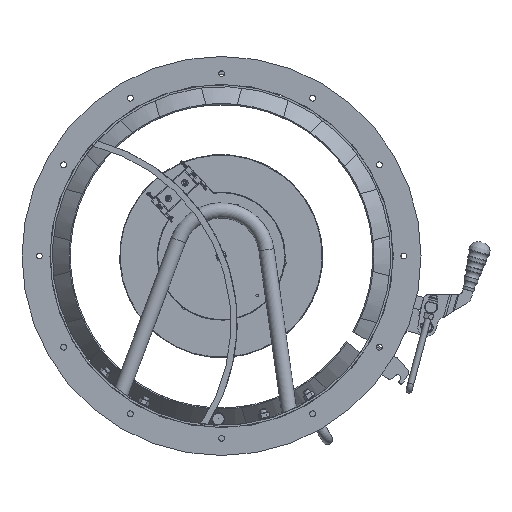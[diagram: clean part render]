
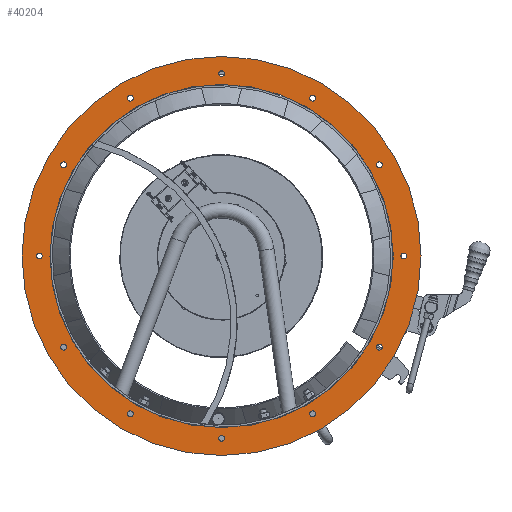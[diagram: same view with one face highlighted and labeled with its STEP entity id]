
A CAD part, front view. The second image highlights one B-rep face of the part: STEP entity #40204.
In plain terms, the highlighted planar face has unit normal (0, -1, 0).
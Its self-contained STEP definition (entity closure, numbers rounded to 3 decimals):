
#7462=PLANE('',#43351);
#8906=FACE_BOUND('',#13347,.T.);
#8907=FACE_BOUND('',#13348,.T.);
#8908=FACE_BOUND('',#13349,.T.);
#8909=FACE_BOUND('',#13350,.T.);
#8910=FACE_BOUND('',#13351,.T.);
#8911=FACE_BOUND('',#13352,.T.);
#8912=FACE_BOUND('',#13353,.T.);
#8913=FACE_BOUND('',#13354,.T.);
#8914=FACE_BOUND('',#13355,.T.);
#8915=FACE_BOUND('',#13356,.T.);
#8916=FACE_BOUND('',#13357,.T.);
#8917=FACE_BOUND('',#13358,.T.);
#8918=FACE_BOUND('',#13359,.T.);
#10608=FACE_OUTER_BOUND('',#13346,.T.);
#13346=EDGE_LOOP('',(#31220));
#13347=EDGE_LOOP('',(#31221));
#13348=EDGE_LOOP('',(#31222));
#13349=EDGE_LOOP('',(#31223));
#13350=EDGE_LOOP('',(#31224));
#13351=EDGE_LOOP('',(#31225));
#13352=EDGE_LOOP('',(#31226));
#13353=EDGE_LOOP('',(#31227));
#13354=EDGE_LOOP('',(#31228));
#13355=EDGE_LOOP('',(#31229));
#13356=EDGE_LOOP('',(#31230));
#13357=EDGE_LOOP('',(#31231));
#13358=EDGE_LOOP('',(#31232));
#13359=EDGE_LOOP('',(#31233));
#15742=CIRCLE('',#43350,393.);
#15743=CIRCLE('',#43352,5.75);
#15744=CIRCLE('',#43353,5.75);
#15745=CIRCLE('',#43354,5.75);
#15746=CIRCLE('',#43355,5.75);
#15747=CIRCLE('',#43356,5.75);
#15748=CIRCLE('',#43357,5.75);
#15749=CIRCLE('',#43358,5.75);
#15750=CIRCLE('',#43359,5.75);
#15751=CIRCLE('',#43360,5.75);
#15752=CIRCLE('',#43361,5.75);
#15753=CIRCLE('',#43362,5.75);
#15754=CIRCLE('',#43363,5.75);
#15755=CIRCLE('',#43364,338.);
#18529=VERTEX_POINT('',#84522);
#18530=VERTEX_POINT('',#84525);
#18531=VERTEX_POINT('',#84527);
#18532=VERTEX_POINT('',#84529);
#18533=VERTEX_POINT('',#84531);
#18534=VERTEX_POINT('',#84533);
#18535=VERTEX_POINT('',#84535);
#18536=VERTEX_POINT('',#84537);
#18537=VERTEX_POINT('',#84539);
#18538=VERTEX_POINT('',#84541);
#18539=VERTEX_POINT('',#84543);
#18540=VERTEX_POINT('',#84545);
#18541=VERTEX_POINT('',#84547);
#18542=VERTEX_POINT('',#84549);
#23079=EDGE_CURVE('',#18529,#18529,#15742,.T.);
#23080=EDGE_CURVE('',#18530,#18530,#15743,.T.);
#23081=EDGE_CURVE('',#18531,#18531,#15744,.T.);
#23082=EDGE_CURVE('',#18532,#18532,#15745,.T.);
#23083=EDGE_CURVE('',#18533,#18533,#15746,.T.);
#23084=EDGE_CURVE('',#18534,#18534,#15747,.T.);
#23085=EDGE_CURVE('',#18535,#18535,#15748,.T.);
#23086=EDGE_CURVE('',#18536,#18536,#15749,.T.);
#23087=EDGE_CURVE('',#18537,#18537,#15750,.T.);
#23088=EDGE_CURVE('',#18538,#18538,#15751,.T.);
#23089=EDGE_CURVE('',#18539,#18539,#15752,.T.);
#23090=EDGE_CURVE('',#18540,#18540,#15753,.T.);
#23091=EDGE_CURVE('',#18541,#18541,#15754,.T.);
#23092=EDGE_CURVE('',#18542,#18542,#15755,.T.);
#31220=ORIENTED_EDGE('',*,*,#23079,.F.);
#31221=ORIENTED_EDGE('',*,*,#23080,.T.);
#31222=ORIENTED_EDGE('',*,*,#23081,.T.);
#31223=ORIENTED_EDGE('',*,*,#23082,.T.);
#31224=ORIENTED_EDGE('',*,*,#23083,.T.);
#31225=ORIENTED_EDGE('',*,*,#23084,.T.);
#31226=ORIENTED_EDGE('',*,*,#23085,.T.);
#31227=ORIENTED_EDGE('',*,*,#23086,.T.);
#31228=ORIENTED_EDGE('',*,*,#23087,.T.);
#31229=ORIENTED_EDGE('',*,*,#23088,.T.);
#31230=ORIENTED_EDGE('',*,*,#23089,.T.);
#31231=ORIENTED_EDGE('',*,*,#23090,.T.);
#31232=ORIENTED_EDGE('',*,*,#23091,.T.);
#31233=ORIENTED_EDGE('',*,*,#23092,.T.);
#40204=ADVANCED_FACE('',(#10608,#8906,#8907,#8908,#8909,#8910,#8911,#8912,
#8913,#8914,#8915,#8916,#8917,#8918),#7462,.T.);
#43350=AXIS2_PLACEMENT_3D('',#84523,#50615,#50616);
#43351=AXIS2_PLACEMENT_3D('',#84524,#50617,#50618);
#43352=AXIS2_PLACEMENT_3D('',#84526,#50619,#50620);
#43353=AXIS2_PLACEMENT_3D('',#84528,#50621,#50622);
#43354=AXIS2_PLACEMENT_3D('',#84530,#50623,#50624);
#43355=AXIS2_PLACEMENT_3D('',#84532,#50625,#50626);
#43356=AXIS2_PLACEMENT_3D('',#84534,#50627,#50628);
#43357=AXIS2_PLACEMENT_3D('',#84536,#50629,#50630);
#43358=AXIS2_PLACEMENT_3D('',#84538,#50631,#50632);
#43359=AXIS2_PLACEMENT_3D('',#84540,#50633,#50634);
#43360=AXIS2_PLACEMENT_3D('',#84542,#50635,#50636);
#43361=AXIS2_PLACEMENT_3D('',#84544,#50637,#50638);
#43362=AXIS2_PLACEMENT_3D('',#84546,#50639,#50640);
#43363=AXIS2_PLACEMENT_3D('',#84548,#50641,#50642);
#43364=AXIS2_PLACEMENT_3D('',#84550,#50643,#50644);
#50615=DIRECTION('center_axis',(0.,1.,0.));
#50616=DIRECTION('ref_axis',(-1.,0.,0.));
#50617=DIRECTION('center_axis',(0.,-1.,0.));
#50618=DIRECTION('ref_axis',(0.,0.,-1.));
#50619=DIRECTION('center_axis',(0.,1.,0.));
#50620=DIRECTION('ref_axis',(-1.,0.,0.));
#50621=DIRECTION('center_axis',(0.,1.,0.));
#50622=DIRECTION('ref_axis',(-1.,0.,0.));
#50623=DIRECTION('center_axis',(0.,1.,0.));
#50624=DIRECTION('ref_axis',(-1.,0.,0.));
#50625=DIRECTION('center_axis',(0.,1.,0.));
#50626=DIRECTION('ref_axis',(-1.,0.,0.));
#50627=DIRECTION('center_axis',(0.,1.,0.));
#50628=DIRECTION('ref_axis',(-1.,0.,0.));
#50629=DIRECTION('center_axis',(0.,1.,0.));
#50630=DIRECTION('ref_axis',(-1.,0.,0.));
#50631=DIRECTION('center_axis',(0.,1.,0.));
#50632=DIRECTION('ref_axis',(-1.,0.,0.));
#50633=DIRECTION('center_axis',(0.,1.,0.));
#50634=DIRECTION('ref_axis',(-1.,0.,0.));
#50635=DIRECTION('center_axis',(0.,1.,0.));
#50636=DIRECTION('ref_axis',(-1.,0.,0.));
#50637=DIRECTION('center_axis',(0.,1.,0.));
#50638=DIRECTION('ref_axis',(-1.,0.,0.));
#50639=DIRECTION('center_axis',(0.,1.,0.));
#50640=DIRECTION('ref_axis',(-1.,0.,0.));
#50641=DIRECTION('center_axis',(0.,1.,0.));
#50642=DIRECTION('ref_axis',(-1.,0.,0.));
#50643=DIRECTION('center_axis',(0.,1.,0.));
#50644=DIRECTION('ref_axis',(-1.,0.,0.));
#84522=CARTESIAN_POINT('',(-393.,-425.,0.));
#84523=CARTESIAN_POINT('Origin',(0.,-425.,0.));
#84524=CARTESIAN_POINT('Origin',(-365.5,-425.,0.));
#84525=CARTESIAN_POINT('',(185.25,-425.,-310.903));
#84526=CARTESIAN_POINT('Origin',(179.5,-425.,-310.903));
#84527=CARTESIAN_POINT('',(316.653,-425.,-179.5));
#84528=CARTESIAN_POINT('Origin',(310.903,-425.,-179.5));
#84529=CARTESIAN_POINT('',(364.75,-425.,0.));
#84530=CARTESIAN_POINT('Origin',(359.,-425.,0.));
#84531=CARTESIAN_POINT('',(316.653,-425.,179.5));
#84532=CARTESIAN_POINT('Origin',(310.903,-425.,179.5));
#84533=CARTESIAN_POINT('',(185.25,-425.,310.903));
#84534=CARTESIAN_POINT('Origin',(179.5,-425.,310.903));
#84535=CARTESIAN_POINT('',(5.75,-425.,359.));
#84536=CARTESIAN_POINT('Origin',(0.,-425.,359.));
#84537=CARTESIAN_POINT('',(-173.75,-425.,310.903));
#84538=CARTESIAN_POINT('Origin',(-179.5,-425.,310.903));
#84539=CARTESIAN_POINT('',(-305.153,-425.,179.5));
#84540=CARTESIAN_POINT('Origin',(-310.903,-425.,179.5));
#84541=CARTESIAN_POINT('',(-353.25,-425.,0.));
#84542=CARTESIAN_POINT('Origin',(-359.,-425.,0.));
#84543=CARTESIAN_POINT('',(-305.153,-425.,-179.5));
#84544=CARTESIAN_POINT('Origin',(-310.903,-425.,-179.5));
#84545=CARTESIAN_POINT('',(-173.75,-425.,-310.903));
#84546=CARTESIAN_POINT('Origin',(-179.5,-425.,-310.903));
#84547=CARTESIAN_POINT('',(5.75,-425.,-359.));
#84548=CARTESIAN_POINT('Origin',(0.,-425.,-359.));
#84549=CARTESIAN_POINT('',(-338.,-425.,0.));
#84550=CARTESIAN_POINT('Origin',(0.,-425.,
0.));
